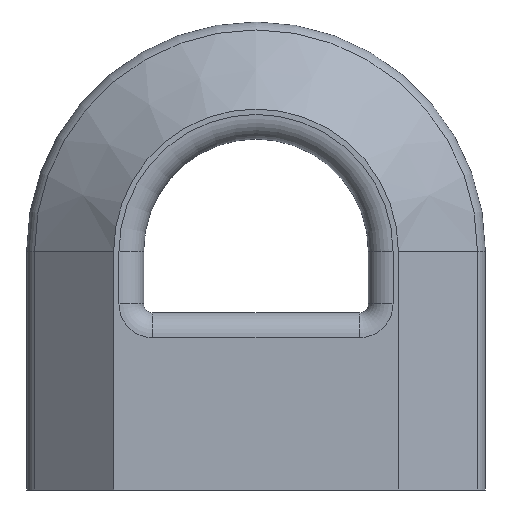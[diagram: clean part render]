
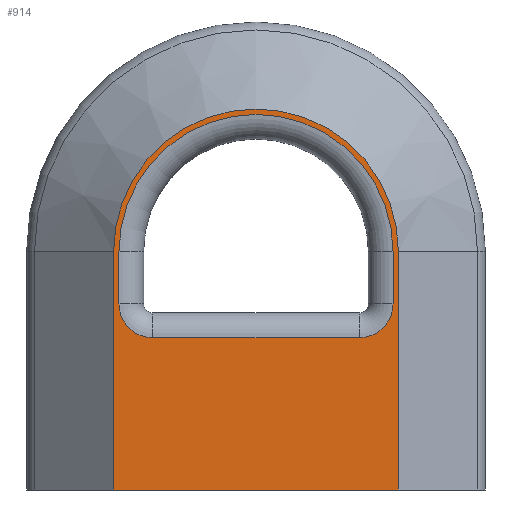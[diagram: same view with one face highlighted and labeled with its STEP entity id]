
A CAD part, front view. The second image highlights one B-rep face of the part: STEP entity #914.
In plain terms, the highlighted planar face has unit normal (0, -1, 0).
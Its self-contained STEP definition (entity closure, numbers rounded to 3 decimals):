
#6 = DIRECTION ( 'NONE',  ( 0., -1., 0. ) ) ;
#13 = VERTEX_POINT ( 'NONE', #752 ) ;
#20 = DIRECTION ( 'NONE',  ( 0., 1., 0. ) ) ;
#21 = DIRECTION ( 'NONE',  ( -1., 0., 0. ) ) ;
#30 = LINE ( 'NONE', #239, #952 ) ;
#63 = CARTESIAN_POINT ( 'NONE',  ( -75.28, -23.5, 96.851 ) ) ;
#103 = ORIENTED_EDGE ( 'NONE', *, *, #373, .T. ) ;
#109 = DIRECTION ( 'NONE',  ( 1., 0., 0. ) ) ;
#110 = CIRCLE ( 'NONE', #620, 55.63 ) ;
#115 = VERTEX_POINT ( 'NONE', #918 ) ;
#152 = EDGE_CURVE ( 'NONE', #315, #294, #30, .T. ) ;
#160 = LINE ( 'NONE', #639, #865 ) ;
#162 = VERTEX_POINT ( 'NONE', #518 ) ;
#164 = EDGE_CURVE ( 'NONE', #278, #670, #1103, .T. ) ;
#180 = CARTESIAN_POINT ( 'NONE',  ( -19.649, -23.5, 96.851 ) ) ;
#191 = AXIS2_PLACEMENT_3D ( 'NONE', #530, #353, #713 ) ;
#239 = CARTESIAN_POINT ( 'NONE',  ( 35.981, -23.5, 75.529 ) ) ;
#244 = FACE_OUTER_BOUND ( 'NONE', #1091, .T. ) ;
#245 = VECTOR ( 'NONE', #109, 1000. ) ;
#263 = VERTEX_POINT ( 'NONE', #63 ) ;
#278 = VERTEX_POINT ( 'NONE', #630 ) ;
#294 = VERTEX_POINT ( 'NONE', #1046 ) ;
#296 = EDGE_CURVE ( 'NONE', #294, #115, #775, .T. ) ;
#310 = DIRECTION ( 'NONE',  ( -1., 0., 0. ) ) ;
#315 = VERTEX_POINT ( 'NONE', #972 ) ;
#316 = ORIENTED_EDGE ( 'NONE', *, *, #296, .T. ) ;
#344 = ORIENTED_EDGE ( 'NONE', *, *, #443, .T. ) ;
#350 = VECTOR ( 'NONE', #21, 1000. ) ;
#353 = DIRECTION ( 'NONE',  ( 0., 1., 0. ) ) ;
#373 = EDGE_CURVE ( 'NONE', #670, #679, #923, .T. ) ;
#379 = VECTOR ( 'NONE', #726, 1000. ) ;
#397 = PLANE ( 'NONE',  #790 ) ;
#443 = EDGE_CURVE ( 'NONE', #13, #162, #711, .T. ) ;
#464 = EDGE_CURVE ( 'NONE', #679, #1085, #160, .T. ) ;
#471 = AXIS2_PLACEMENT_3D ( 'NONE', #729, #476, #1080 ) ;
#476 = DIRECTION ( 'NONE',  ( 0., 1., 0. ) ) ;
#493 = FACE_BOUND ( 'NONE', #926, .T. ) ;
#514 = DIRECTION ( 'NONE',  ( 0., 0., -1. ) ) ;
#518 = CARTESIAN_POINT ( 'NONE',  ( -75.28, -23.5, 75.529 ) ) ;
#530 = CARTESIAN_POINT ( 'NONE',  ( 22.351, -23.5, 75.529 ) ) ;
#559 = DIRECTION ( 'NONE',  ( 0., 0., -1. ) ) ;
#571 = DIRECTION ( 'NONE',  ( -1., 0., 0. ) ) ;
#605 = EDGE_CURVE ( 'NONE', #115, #13, #977, .T. ) ;
#617 = ORIENTED_EDGE ( 'NONE', *, *, #605, .T. ) ;
#620 = AXIS2_PLACEMENT_3D ( 'NONE', #664, #830, #310 ) ;
#630 = CARTESIAN_POINT ( 'NONE',  ( 38.16, -23.5, 0. ) ) ;
#639 = CARTESIAN_POINT ( 'NONE',  ( -77.459, -23.5, 190. ) ) ;
#642 = EDGE_CURVE ( 'NONE', #1085, #278, #1021, .T. ) ;
#652 = CARTESIAN_POINT ( 'NONE',  ( -77.459, -23.5, 0. ) ) ;
#660 = CARTESIAN_POINT ( 'NONE',  ( -77.459, -23.5, 190. ) ) ;
#664 = CARTESIAN_POINT ( 'NONE',  ( -19.649, -23.5, 96.851 ) ) ;
#670 = VERTEX_POINT ( 'NONE', #878 ) ;
#679 = VERTEX_POINT ( 'NONE', #1055 ) ;
#711 = CIRCLE ( 'NONE', #471, 13.63 ) ;
#713 = DIRECTION ( 'NONE',  ( -1., 0., 0. ) ) ;
#720 = DIRECTION ( 'NONE',  ( 1., 0., 0. ) ) ;
#726 = DIRECTION ( 'NONE',  ( 0., 0., 1. ) ) ;
#729 = CARTESIAN_POINT ( 'NONE',  ( -61.649, -23.5, 75.529 ) ) ;
#752 = CARTESIAN_POINT ( 'NONE',  ( -61.649, -23.5, 61.898 ) ) ;
#754 = CARTESIAN_POINT ( 'NONE',  ( -77.459, -23.5, 0. ) ) ;
#766 = CARTESIAN_POINT ( 'NONE',  ( 38.16, -23.5, -208.149 ) ) ;
#775 = CIRCLE ( 'NONE', #191, 13.63 ) ;
#790 = AXIS2_PLACEMENT_3D ( 'NONE', #660, #20, #571 ) ;
#799 = CARTESIAN_POINT ( 'NONE',  ( -75.28, -23.5, 190. ) ) ;
#830 = DIRECTION ( 'NONE',  ( 0., 1., 0. ) ) ;
#841 = ORIENTED_EDGE ( 'NONE', *, *, #152, .T. ) ;
#842 = EDGE_CURVE ( 'NONE', #162, #263, #1020, .T. ) ;
#846 = DIRECTION ( 'NONE',  ( 0., 0., 1. ) ) ;
#850 = ORIENTED_EDGE ( 'NONE', *, *, #464, .T. ) ;
#865 = VECTOR ( 'NONE', #559, 1000. ) ;
#866 = VECTOR ( 'NONE', #846, 1000. ) ;
#878 = CARTESIAN_POINT ( 'NONE',  ( 38.16, -23.5, 96.851 ) ) ;
#912 = ORIENTED_EDGE ( 'NONE', *, *, #164, .T. ) ;
#914 = ADVANCED_FACE ( 'NONE', ( #493, #244 ), #397, .F. ) ;
#918 = CARTESIAN_POINT ( 'NONE',  ( 22.351, -23.5, 61.898 ) ) ;
#923 = CIRCLE ( 'NONE', #953, 57.809 ) ;
#926 = EDGE_LOOP ( 'NONE', ( #344, #966, #967, #841, #316, #617 ) ) ;
#952 = VECTOR ( 'NONE', #514, 1000. ) ;
#953 = AXIS2_PLACEMENT_3D ( 'NONE', #180, #6, #720 ) ;
#966 = ORIENTED_EDGE ( 'NONE', *, *, #842, .T. ) ;
#967 = ORIENTED_EDGE ( 'NONE', *, *, #1060, .T. ) ;
#972 = CARTESIAN_POINT ( 'NONE',  ( 35.981, -23.5, 96.851 ) ) ;
#977 = LINE ( 'NONE', #995, #350 ) ;
#995 = CARTESIAN_POINT ( 'NONE',  ( -61.649, -23.5, 61.898 ) ) ;
#1020 = LINE ( 'NONE', #799, #379 ) ;
#1021 = LINE ( 'NONE', #652, #245 ) ;
#1043 = ORIENTED_EDGE ( 'NONE', *, *, #642, .T. ) ;
#1046 = CARTESIAN_POINT ( 'NONE',  ( 35.981, -23.5, 75.529 ) ) ;
#1055 = CARTESIAN_POINT ( 'NONE',  ( -77.459, -23.5, 96.851 ) ) ;
#1060 = EDGE_CURVE ( 'NONE', #263, #315, #110, .T. ) ;
#1080 = DIRECTION ( 'NONE',  ( -1., 0., 0. ) ) ;
#1085 = VERTEX_POINT ( 'NONE', #754 ) ;
#1091 = EDGE_LOOP ( 'NONE', ( #1043, #912, #103, #850 ) ) ;
#1103 = LINE ( 'NONE', #766, #866 ) ;
